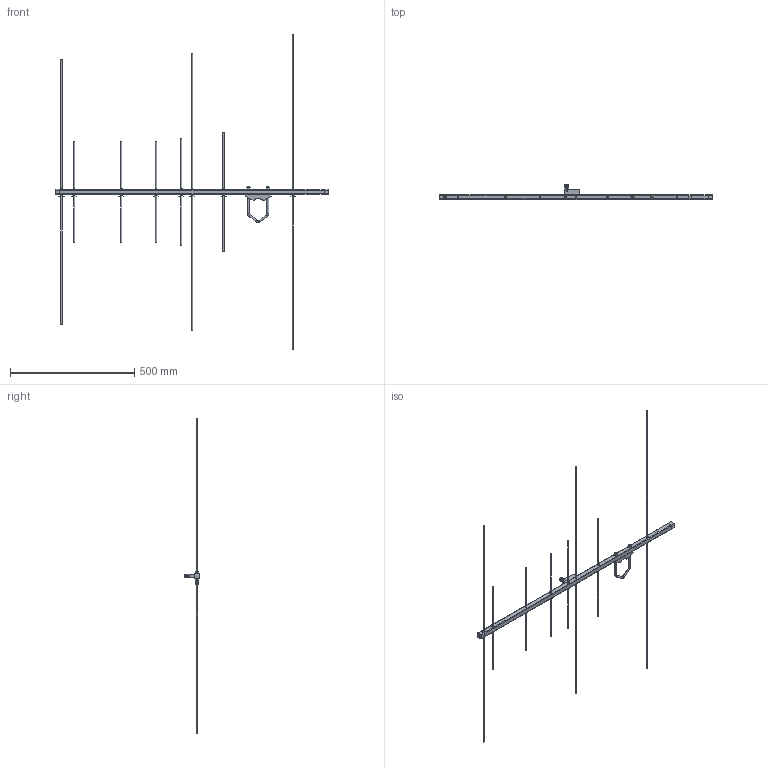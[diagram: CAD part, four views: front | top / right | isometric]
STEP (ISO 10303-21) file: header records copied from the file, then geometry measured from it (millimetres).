
FILE_DESCRIPTION (( 'STEP AP214' ), '1' );
FILE_NAME ('LCANYG1000_3D.STEP', '2022-05-09T21:36:15', ( '' ), ( '' ), 'SwSTEP 2.0', 'SolidWorks 2021', '' );
FILE_SCHEMA (( 'AUTOMOTIVE_DESIGN' ));
Length unit declared in the file: inch
Products named in the file (5): ANF-1406_CENTERPIN; ANF-1406_BODY; ANF-1406; LCANYG1000_3D; SDY145_SPINE
Assembly tree (4 placements, depth 3):
  LCANYG1000_3D
    SDY145_SPINE
    ANF-1406
      ANF-1406_BODY
      ANF-1406_CENTERPIN
Bounding box: 1102.09 x 61.94 x 1270 mm (x, y, z)
Volume: 582174 mm3; surface area: 183741.2 mm2
Topology: 11 solids, 11 shells, 428 faces, 990 edges, 628 vertices
Faces by surface type: plane 220, cylinder 126, cone 56, bspline 18, torus 8
Entity records: 15573 total; most frequent: CARTESIAN_POINT 3672, DIRECTION 2052, ORIENTED_EDGE 1972, EDGE_CURVE 986, AXIS2_PLACEMENT_3D 752, VERTEX_POINT 628, LINE 548, VECTOR 548
